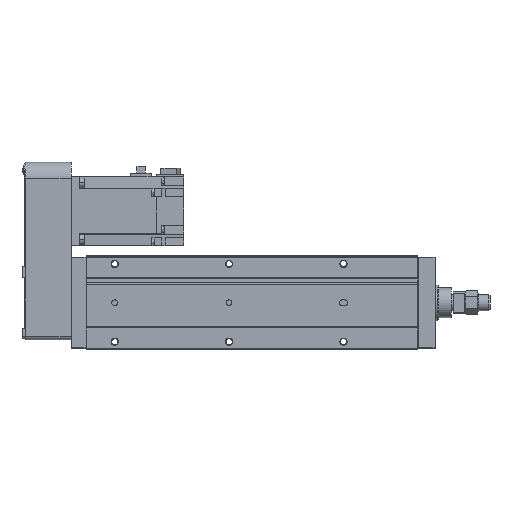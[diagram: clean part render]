
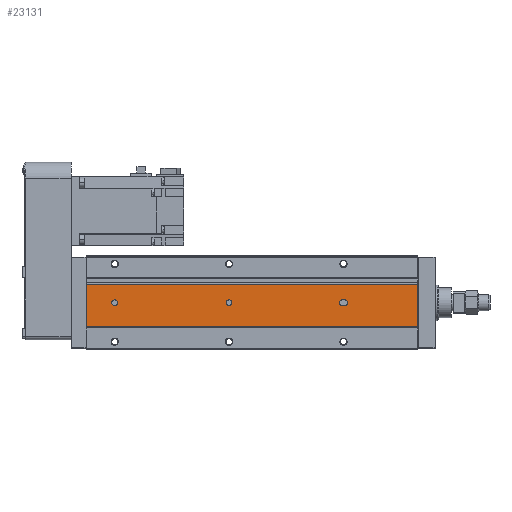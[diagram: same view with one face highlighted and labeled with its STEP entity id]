
A CAD part, front view. The second image highlights one B-rep face of the part: STEP entity #23131.
In plain terms, the highlighted planar face has unit normal (0, -1, 0).
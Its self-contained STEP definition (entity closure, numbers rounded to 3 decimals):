
#373 = ORIENTED_EDGE ( 'NONE', *, *, #1225, .F. ) ;
#433 = CARTESIAN_POINT ( 'NONE',  ( 0., 1., 16.4 ) ) ;
#521 = VECTOR ( 'NONE', #12147, 1000. ) ;
#659 = ORIENTED_EDGE ( 'NONE', *, *, #1251, .F. ) ;
#915 = EDGE_LOOP ( 'NONE', ( #10692, #659, #3276, #7087 ) ) ;
#1122 = VERTEX_POINT ( 'NONE', #6461 ) ;
#1225 = EDGE_CURVE ( 'NONE', #17084, #9434, #26459, .T. ) ;
#1251 = EDGE_CURVE ( 'NONE', #12755, #18734, #16459, .T. ) ;
#1526 = PLANE ( 'NONE',  #26838 ) ;
#2091 = CARTESIAN_POINT ( 'NONE',  ( 125., 1., 0. ) ) ;
#2888 = DIRECTION ( 'NONE',  ( 0., 0., 1. ) ) ;
#2947 = EDGE_CURVE ( 'NONE', #1122, #13696, #8479, .T. ) ;
#2960 = FACE_BOUND ( 'NONE', #22108, .T. ) ;
#3215 = CARTESIAN_POINT ( 'NONE',  ( 224., 1., 2.5 ) ) ;
#3276 = ORIENTED_EDGE ( 'NONE', *, *, #4594, .F. ) ;
#3377 = EDGE_LOOP ( 'NONE', ( #8768, #8213, #23436, #6042 ) ) ;
#3484 = LINE ( 'NONE', #24253, #23746 ) ;
#4080 = CARTESIAN_POINT ( 'NONE',  ( 290., 1., 16.4 ) ) ;
#4594 = EDGE_CURVE ( 'NONE', #23338, #12755, #3484, .T. ) ;
#4674 = AXIS2_PLACEMENT_3D ( 'NONE', #2091, #8238, #24886 ) ;
#4778 = CIRCLE ( 'NONE', #13955, 2.5 ) ;
#4794 = CARTESIAN_POINT ( 'NONE',  ( 224., 1., -2.5 ) ) ;
#5098 = CARTESIAN_POINT ( 'NONE',  ( 25., 1., 2.5 ) ) ;
#5140 = DIRECTION ( 'NONE',  ( 0., -1., 0. ) ) ;
#6038 = DIRECTION ( 'NONE',  ( 0., -1., 0. ) ) ;
#6042 = ORIENTED_EDGE ( 'NONE', *, *, #13717, .T. ) ;
#6070 = EDGE_CURVE ( 'NONE', #18734, #13023, #24407, .T. ) ;
#6461 = CARTESIAN_POINT ( 'NONE',  ( 290., 1., -21. ) ) ;
#7087 = ORIENTED_EDGE ( 'NONE', *, *, #25452, .F. ) ;
#7353 = EDGE_CURVE ( 'NONE', #14752, #9467, #4778, .T. ) ;
#7752 = DIRECTION ( 'NONE',  ( 0., 0., 1. ) ) ;
#7806 = ORIENTED_EDGE ( 'NONE', *, *, #20874, .F. ) ;
#8068 = VERTEX_POINT ( 'NONE', #10118 ) ;
#8213 = ORIENTED_EDGE ( 'NONE', *, *, #2947, .F. ) ;
#8238 = DIRECTION ( 'NONE',  ( 0., -1., 0. ) ) ;
#8282 = DIRECTION ( 'NONE',  ( 0., 0., -1. ) ) ;
#8342 = DIRECTION ( 'NONE',  ( -1., 0., 0. ) ) ;
#8479 = LINE ( 'NONE', #16417, #21698 ) ;
#8504 = CARTESIAN_POINT ( 'NONE',  ( 125., 1., 2.5 ) ) ;
#8601 = VERTEX_POINT ( 'NONE', #22234 ) ;
#8768 = ORIENTED_EDGE ( 'NONE', *, *, #16155, .T. ) ;
#8812 = LINE ( 'NONE', #14586, #22095 ) ;
#8971 = DIRECTION ( 'NONE',  ( 1., 0., 0. ) ) ;
#9434 = VERTEX_POINT ( 'NONE', #15514 ) ;
#9467 = VERTEX_POINT ( 'NONE', #26938 ) ;
#9507 = DIRECTION ( 'NONE',  ( 0., 0., 1. ) ) ;
#9801 = CARTESIAN_POINT ( 'NONE',  ( 25., 1., 0. ) ) ;
#10118 = CARTESIAN_POINT ( 'NONE',  ( 0., 1., 16.4 ) ) ;
#10692 = ORIENTED_EDGE ( 'NONE', *, *, #6070, .F. ) ;
#11245 = DIRECTION ( 'NONE',  ( 0., -1., 0. ) ) ;
#11949 = CARTESIAN_POINT ( 'NONE',  ( 290., 1., 16.4 ) ) ;
#12147 = DIRECTION ( 'NONE',  ( 1., 0., 0. ) ) ;
#12204 = CARTESIAN_POINT ( 'NONE',  ( 125., 1., 0. ) ) ;
#12371 = CIRCLE ( 'NONE', #12829, 2.5 ) ;
#12492 = AXIS2_PLACEMENT_3D ( 'NONE', #19175, #11245, #2888 ) ;
#12755 = VERTEX_POINT ( 'NONE', #3215 ) ;
#12829 = AXIS2_PLACEMENT_3D ( 'NONE', #12204, #6038, #26374 ) ;
#13023 = VERTEX_POINT ( 'NONE', #19473 ) ;
#13404 = AXIS2_PLACEMENT_3D ( 'NONE', #20024, #21929, #9507 ) ;
#13631 = CARTESIAN_POINT ( 'NONE',  ( 25., 1., 0. ) ) ;
#13696 = VERTEX_POINT ( 'NONE', #27010 ) ;
#13717 = EDGE_CURVE ( 'NONE', #8601, #8068, #24962, .T. ) ;
#13721 = CIRCLE ( 'NONE', #14596, 2.5 ) ;
#13899 = DIRECTION ( 'NONE',  ( 0., 0., 1. ) ) ;
#13955 = AXIS2_PLACEMENT_3D ( 'NONE', #9801, #18159, #7752 ) ;
#14586 = CARTESIAN_POINT ( 'NONE',  ( 290., 1., 16.4 ) ) ;
#14596 = AXIS2_PLACEMENT_3D ( 'NONE', #13631, #5140, #13899 ) ;
#14752 = VERTEX_POINT ( 'NONE', #5098 ) ;
#15356 = EDGE_LOOP ( 'NONE', ( #20480, #19680 ) ) ;
#15514 = CARTESIAN_POINT ( 'NONE',  ( 125., 1., -2.5 ) ) ;
#16155 = EDGE_CURVE ( 'NONE', #8068, #13696, #26770, .T. ) ;
#16417 = CARTESIAN_POINT ( 'NONE',  ( 290., 1., -21. ) ) ;
#16459 = CIRCLE ( 'NONE', #12492, 2.5 ) ;
#16777 = VECTOR ( 'NONE', #24868, 1000. ) ;
#16797 = DIRECTION ( 'NONE',  ( -1., 0., 0. ) ) ;
#17084 = VERTEX_POINT ( 'NONE', #8504 ) ;
#18159 = DIRECTION ( 'NONE',  ( 0., -1., 0. ) ) ;
#18191 = CIRCLE ( 'NONE', #13404, 2.5 ) ;
#18228 = FACE_BOUND ( 'NONE', #15356, .T. ) ;
#18255 = DIRECTION ( 'NONE',  ( -1., 0., 0. ) ) ;
#18734 = VERTEX_POINT ( 'NONE', #4794 ) ;
#19175 = CARTESIAN_POINT ( 'NONE',  ( 224., 1., 0. ) ) ;
#19361 = FACE_BOUND ( 'NONE', #915, .T. ) ;
#19445 = EDGE_CURVE ( 'NONE', #8601, #1122, #8812, .T. ) ;
#19473 = CARTESIAN_POINT ( 'NONE',  ( 226., 1., -2.5 ) ) ;
#19680 = ORIENTED_EDGE ( 'NONE', *, *, #7353, .F. ) ;
#19752 = DIRECTION ( 'NONE',  ( 0., 1., 0. ) ) ;
#20024 = CARTESIAN_POINT ( 'NONE',  ( 226., 1., 0. ) ) ;
#20480 = ORIENTED_EDGE ( 'NONE', *, *, #21593, .F. ) ;
#20874 = EDGE_CURVE ( 'NONE', #9434, #17084, #12371, .T. ) ;
#21534 = FACE_OUTER_BOUND ( 'NONE', #3377, .T. ) ;
#21593 = EDGE_CURVE ( 'NONE', #9467, #14752, #13721, .T. ) ;
#21698 = VECTOR ( 'NONE', #8342, 1000. ) ;
#21929 = DIRECTION ( 'NONE',  ( 0., -1., 0. ) ) ;
#22095 = VECTOR ( 'NONE', #8282, 1000. ) ;
#22108 = EDGE_LOOP ( 'NONE', ( #7806, #373 ) ) ;
#22234 = CARTESIAN_POINT ( 'NONE',  ( 290., 1., 16.4 ) ) ;
#23131 = ADVANCED_FACE ( 'NONE', ( #21534, #19361, #18228, #2960 ), #1526, .F. ) ;
#23338 = VERTEX_POINT ( 'NONE', #24483 ) ;
#23436 = ORIENTED_EDGE ( 'NONE', *, *, #19445, .F. ) ;
#23746 = VECTOR ( 'NONE', #18255, 1000. ) ;
#24253 = CARTESIAN_POINT ( 'NONE',  ( 290., 1., 2.5 ) ) ;
#24407 = LINE ( 'NONE', #26454, #521 ) ;
#24483 = CARTESIAN_POINT ( 'NONE',  ( 226., 1., 2.5 ) ) ;
#24868 = DIRECTION ( 'NONE',  ( 0., 0., -1. ) ) ;
#24886 = DIRECTION ( 'NONE',  ( 0., 0., 1. ) ) ;
#24962 = LINE ( 'NONE', #4080, #26203 ) ;
#25452 = EDGE_CURVE ( 'NONE', #13023, #23338, #18191, .T. ) ;
#26203 = VECTOR ( 'NONE', #16797, 1000. ) ;
#26374 = DIRECTION ( 'NONE',  ( 0., 0., 1. ) ) ;
#26454 = CARTESIAN_POINT ( 'NONE',  ( 290., 1., -2.5 ) ) ;
#26459 = CIRCLE ( 'NONE', #4674, 2.5 ) ;
#26770 = LINE ( 'NONE', #433, #16777 ) ;
#26838 = AXIS2_PLACEMENT_3D ( 'NONE', #11949, #19752, #8971 ) ;
#26938 = CARTESIAN_POINT ( 'NONE',  ( 25., 1., -2.5 ) ) ;
#27010 = CARTESIAN_POINT ( 'NONE',  ( 0., 1., -21. ) ) ;
